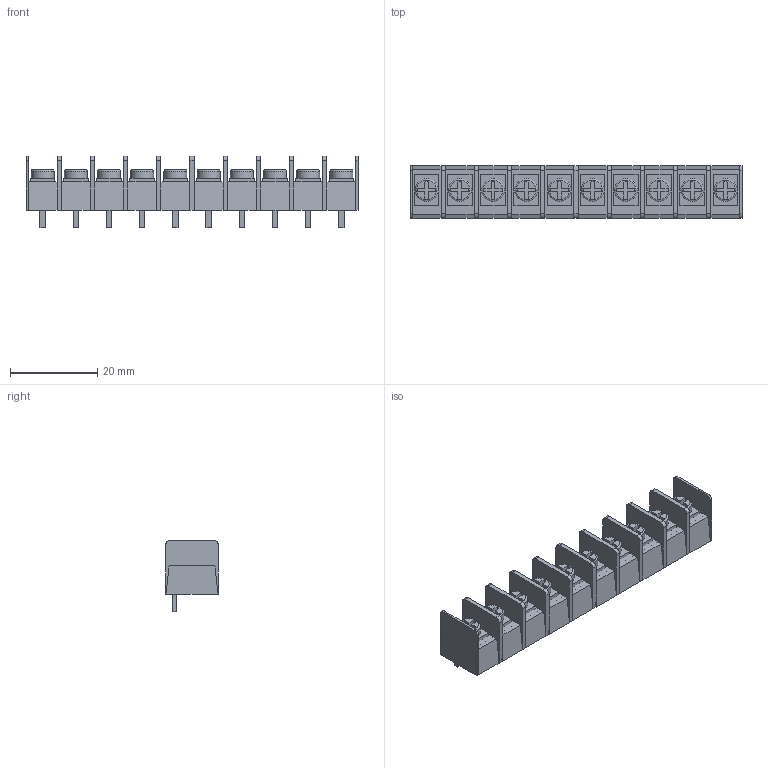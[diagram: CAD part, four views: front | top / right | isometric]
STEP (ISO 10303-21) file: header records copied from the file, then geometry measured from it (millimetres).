
FILE_DESCRIPTION(('FreeCAD Model'),'2;1');
FILE_NAME('Open CASCADE Shape Model','2024-05-28T18:06:08',('Author'),( ''),'Open CASCADE STEP processor 7.5','FreeCAD','Unknown');
FILE_SCHEMA(('AUTOMOTIVE_DESIGN { 1 0 10303 214 1 1 1 1 }'));
Length unit declared in the file: millimetre
Products named in the file (3): Unnamed; Body; Body001
Assembly tree (2 placements, depth 2):
  Unnamed
    Body
    Body001
Bounding box: 76.2 x 12 x 16.4 mm (x, y, z)
Volume: 7348.3 mm3; surface area: 7134 mm2
Topology: 2 solids, 2 shells, 406 faces, 1014 edges, 632 vertices
Faces by surface type: plane 364, cylinder 32, torus 10
Full cylindrical faces by diameter (mm): 5.262 x10
Entity records: 25037 total; most frequent: CARTESIAN_POINT 4167, DIRECTION 3930, LINE 2894, VECTOR 2894, ORIENTED_EDGE 2028, PCURVE 2028, DEFINITIONAL_REPRESENTATION 2028, EDGE_CURVE 1014
